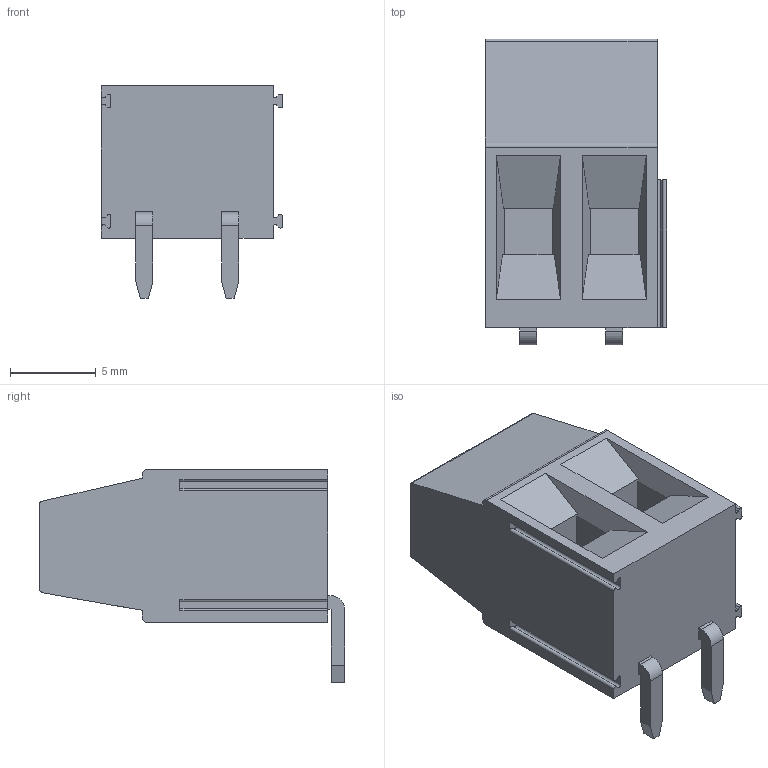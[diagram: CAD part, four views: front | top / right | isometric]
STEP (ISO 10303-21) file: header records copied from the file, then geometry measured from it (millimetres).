
FILE_DESCRIPTION(('STEP AP214'),'1');
FILE_NAME('MVE252-5-H.stp','2019-10-11T08:16:07',(' '),(' '),'Spatial InterOp 3D',' ',' ');
FILE_SCHEMA(('automotive_design'));
Length unit declared in the file: metre
Products named in the file (1): 1
Bounding box: 10.55 x 17.8 x 12.4 mm (x, y, z)
Volume: 1166.6 mm3; surface area: 1174.6 mm2
Topology: 1 solids, 1 shells, 148 faces, 396 edges, 264 vertices
Faces by surface type: plane 109, cylinder 36, cone 2, extrusion 1
Full cylindrical faces by diameter (mm): 2.6 x2, 2.85 x2, 3.8 x2
Entity records: 5718 total; most frequent: CARTESIAN_POINT 809, ORIENTED_EDGE 764, DIRECTION 757, EDGE_CURVE 382, VECTOR 297, LINE 296, VERTEX_POINT 258, AXIS2_PLACEMENT_3D 230
